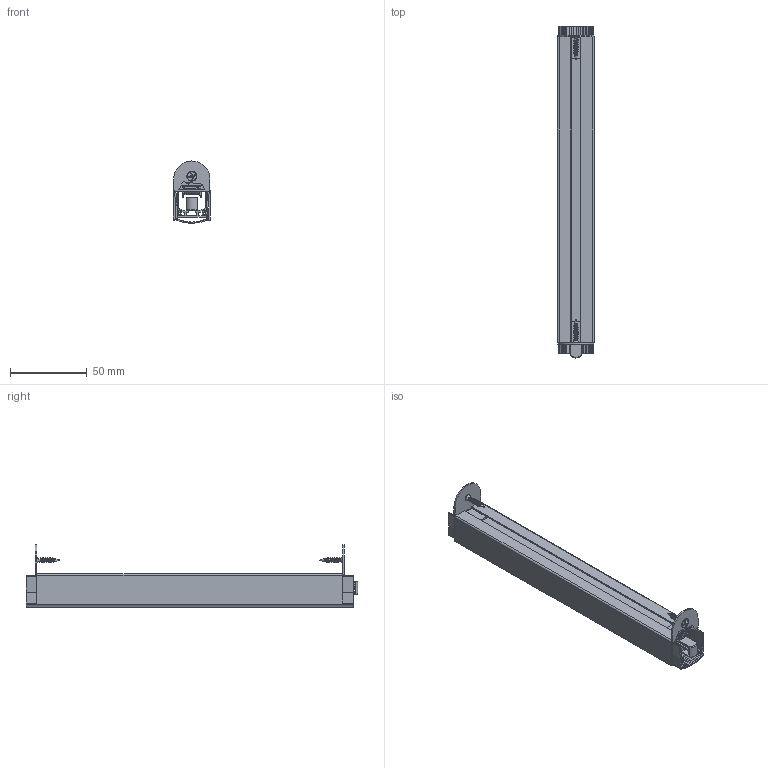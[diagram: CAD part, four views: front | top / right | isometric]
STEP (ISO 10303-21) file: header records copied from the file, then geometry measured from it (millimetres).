
FILE_DESCRIPTION(/* description */ ('Unknown'),/* implementation_level */ '2;1');
FILE_NAME(/* name */ '1-964_SchallEx-SlideL2420WS_3D',/* time_stamp */ '2021-06-08T10:17:59+02:00',/* author */ ('Unknown'),/* organization */ ('Unknown'),/* preprocessor_version */ 'ST-DEVELOPER v16.7',/* originating_system */ 'Solid Edge',/* authorisation */ 'Unknown');
FILE_SCHEMA (('AUTOMOTIVE_DESIGN {1 0 10303 214 3 1 1}'));
Length unit declared in the file: millimetre
Products named in the file (12): 29188_Bodendichtung; AP_621; AP_622; 28511_Dichtprofil; 13428_oa_0; 13969; 31234_Befestigungswinkel; 21890_Befestigungsschraube; 29190_Etikett_3D__Schall-Ex_Slide_L24_20_WS; 26541_Etikett_Athmer_klein_kurz; 31110_Athmer_Logo__ab_2021_; 29191_Text__Schall-Ex_Slide_L-24_20_WS
Assembly tree (13 placements, depth 3):
  29188_Bodendichtung
    AP_621
    AP_622
    28511_Dichtprofil
    13428_oa_0
      13969
    31234_Befestigungswinkel  x2
    21890_Befestigungsschraube  x2
    29190_Etikett_3D__Schall-Ex_Slide_L24_20_WS
      26541_Etikett_Athmer_klein_kurz
      31110_Athmer_Logo__ab_2021_
      29191_Text__Schall-Ex_Slide_L-24_20_WS
Bounding box: 24.2 x 216.99 x 40.58 mm (x, y, z)
Volume: 43440.7 mm3; surface area: 91230.2 mm2
Topology: 38 solids, 38 shells, 1027 faces, 2723 edges, 1800 vertices
Faces by surface type: plane 672, cylinder 193, bspline 134, torus 15, cone 13
Full cylindrical faces by diameter (mm): 1.003 x2, 4.134 x1, 6.132 x2
Entity records: 30260 total; most frequent: CARTESIAN_POINT 10303, ORIENTED_EDGE 4326, DIRECTION 3470, EDGE_CURVE 2163, VERTEX_POINT 1442, LINE 1358, VECTOR 1358, AXIS2_PLACEMENT_3D 1056
